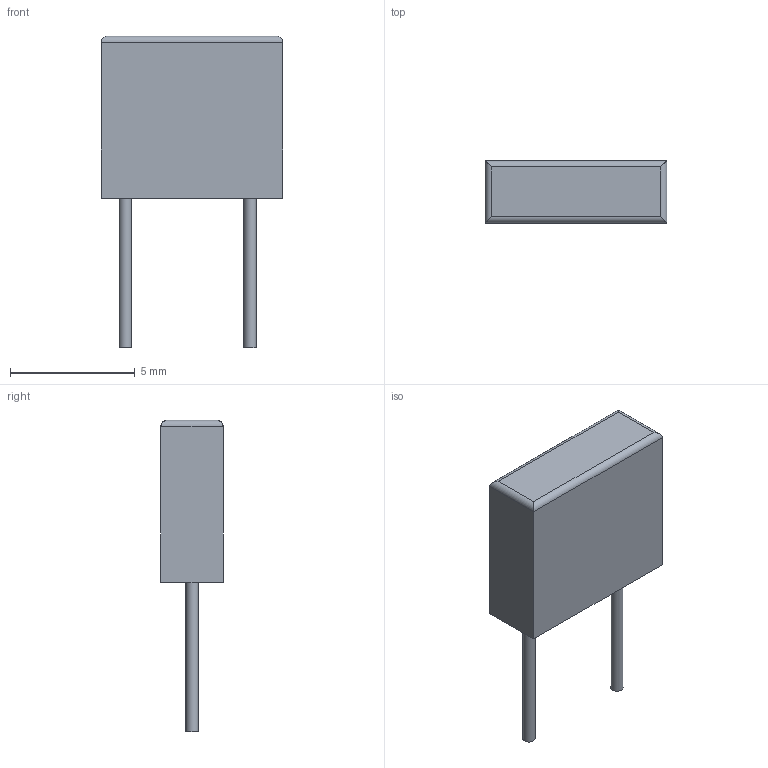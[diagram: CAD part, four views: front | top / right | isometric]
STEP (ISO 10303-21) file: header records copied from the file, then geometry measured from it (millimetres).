
FILE_DESCRIPTION(('FreeCAD Model'),'2;1');
FILE_NAME('Open CASCADE Shape Model','2023-06-20T14:10:45',(''),(''), 'Open CASCADE STEP processor 7.6','FreeCAD','Unknown');
FILE_SCHEMA(('AUTOMOTIVE_DESIGN_CC2 { 1 2 10303 214 -1 1 5 4 }'));
Length unit declared in the file: millimetre
Products named in the file (1): Pad001
Bounding box: 7.3 x 2.5 x 12.5 mm (x, y, z)
Volume: 120.7 mm3; surface area: 180.6 mm2
Topology: 1 solids, 1 shells, 14 faces, 26 edges, 16 vertices
Faces by surface type: plane 8, cylinder 6
Full cylindrical faces by diameter (mm): 0.5 x2
Entity records: 439 total; most frequent: DIRECTION 64, CARTESIAN_POINT 57, ORIENTED_EDGE 52, EDGE_CURVE 26, AXIS2_PLACEMENT_3D 23, LINE 18, VECTOR 18, FACE_BOUND 16
